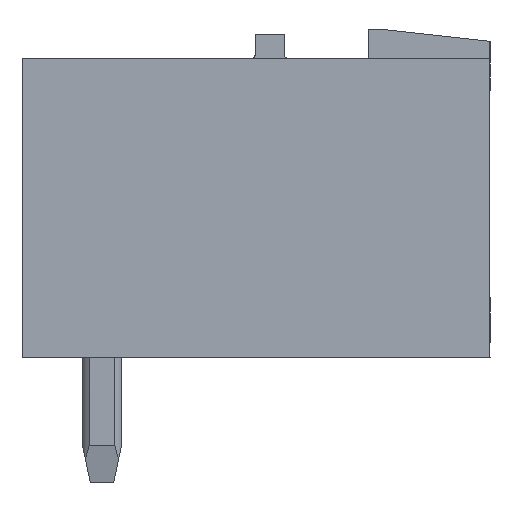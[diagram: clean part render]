
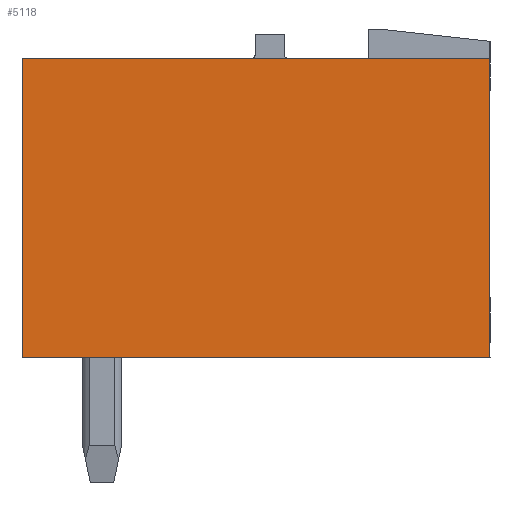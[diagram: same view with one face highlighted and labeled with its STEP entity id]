
A CAD part, left-side view. The second image highlights one B-rep face of the part: STEP entity #5118.
In plain terms, the highlighted planar face has unit normal (-1, 0, 0).
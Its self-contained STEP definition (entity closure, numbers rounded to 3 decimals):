
#5110=AXIS2_PLACEMENT_3D('Plane Axis2P3D',#5107,#5108,#5109) ;
#437=CARTESIAN_POINT('Vertex',(0.,12.,10.88)) ;
#440=CARTESIAN_POINT('Line Origine',(0.,6.,10.88)) ;
#444=CARTESIAN_POINT('Vertex',(0.,0.,10.88)) ;
#626=CARTESIAN_POINT('Vertex',(0.,12.,3.2)) ;
#629=CARTESIAN_POINT('Line Origine',(0.,12.,7.04)) ;
#657=CARTESIAN_POINT('Vertex',(0.,0.,3.2)) ;
#660=CARTESIAN_POINT('Line Origine',(0.,6.,3.2)) ;
#2703=CARTESIAN_POINT('Line Origine',(0.,0.,7.04)) ;
#5107=CARTESIAN_POINT('Axis2P3D Location',(0.,0.,0.)) ;
#441=DIRECTION('Vector Direction',(0.,1.,0.)) ;
#630=DIRECTION('Vector Direction',(0.,0.,1.)) ;
#661=DIRECTION('Vector Direction',(0.,1.,0.)) ;
#2704=DIRECTION('Vector Direction',(0.,0.,-1.)) ;
#5108=DIRECTION('Axis2P3D Direction',(-1.,0.,0.)) ;
#5109=DIRECTION('Axis2P3D XDirection',(0.,-1.,0.)) ;
#442=VECTOR('Line Direction',#441,1.) ;
#631=VECTOR('Line Direction',#630,1.) ;
#662=VECTOR('Line Direction',#661,1.) ;
#2705=VECTOR('Line Direction',#2704,1.) ;
#5113=ORIENTED_EDGE('',*,*,#2707,.T.) ;
#5114=ORIENTED_EDGE('',*,*,#446,.T.) ;
#5115=ORIENTED_EDGE('',*,*,#633,.T.) ;
#5116=ORIENTED_EDGE('',*,*,#664,.T.) ;
#5118=ADVANCED_FACE('Housing',(#5117),#5111,.T.) ;
#446=EDGE_CURVE('',#445,#438,#443,.T.) ;
#633=EDGE_CURVE('',#438,#627,#632,.F.) ;
#664=EDGE_CURVE('',#627,#658,#663,.F.) ;
#2707=EDGE_CURVE('',#658,#445,#2706,.F.) ;
#5112=EDGE_LOOP('',(#5113,#5114,#5115,#5116)) ;
#5117=FACE_OUTER_BOUND('',#5112,.T.) ;
#443=LINE('Line',#440,#442) ;
#632=LINE('Line',#629,#631) ;
#663=LINE('Line',#660,#662) ;
#2706=LINE('Line',#2703,#2705) ;
#5111=PLANE('',#5110) ;
#438=VERTEX_POINT('',#437) ;
#445=VERTEX_POINT('',#444) ;
#627=VERTEX_POINT('',#626) ;
#658=VERTEX_POINT('',#657) ;
